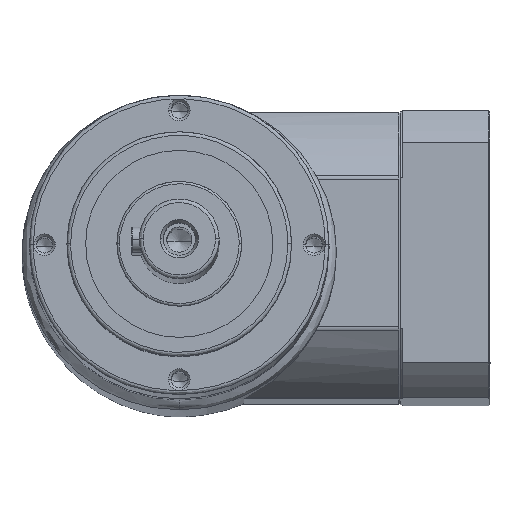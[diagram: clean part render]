
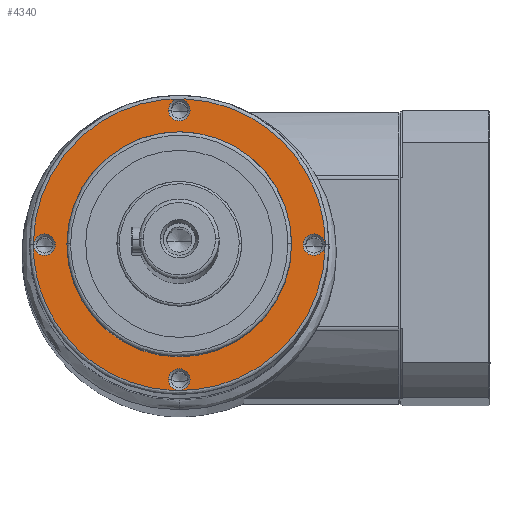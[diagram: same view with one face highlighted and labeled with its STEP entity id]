
A CAD part, left-side view. The second image highlights one B-rep face of the part: STEP entity #4340.
In plain terms, the highlighted face is planar.
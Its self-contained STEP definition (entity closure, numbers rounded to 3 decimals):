
#67 = EDGE_LOOP ( 'NONE', ( #11020, #11867 ) ) ;
#188 = CIRCLE ( 'NONE', #13833, 4.324 ) ;
#536 = CIRCLE ( 'NONE', #13260, 45. ) ;
#906 = CARTESIAN_POINT ( 'NONE',  ( 0., 0., 64. ) ) ;
#918 = ORIENTED_EDGE ( 'NONE', *, *, #28934, .T. ) ;
#1073 = VERTEX_POINT ( 'NONE', #16021 ) ;
#1431 = CARTESIAN_POINT ( 'NONE',  ( -58.5, 0., 64. ) ) ;
#1728 = ORIENTED_EDGE ( 'NONE', *, *, #2242, .F. ) ;
#1842 = DIRECTION ( 'NONE',  ( 1., 0., 0. ) ) ;
#1914 = CIRCLE ( 'NONE', #5837, 4.324 ) ;
#2035 = FACE_OUTER_BOUND ( 'NONE', #13086, .T. ) ;
#2230 = AXIS2_PLACEMENT_3D ( 'NONE', #11845, #27311, #14104 ) ;
#2242 = EDGE_CURVE ( 'NONE', #4533, #21787, #20139, .T. ) ;
#2906 = CARTESIAN_POINT ( 'NONE',  ( 45., 0., 64. ) ) ;
#3047 = CARTESIAN_POINT ( 'NONE',  ( 0., 0., 64. ) ) ;
#3163 = EDGE_CURVE ( 'NONE', #15637, #15805, #15891, .T. ) ;
#3220 = DIRECTION ( 'NONE',  ( -1., 0., 0. ) ) ;
#3978 = VERTEX_POINT ( 'NONE', #16253 ) ;
#4135 = EDGE_CURVE ( 'NONE', #1073, #3978, #188, .T. ) ;
#4340 = ADVANCED_FACE ( 'NONE', ( #8143, #25847, #2035, #25163, #19270, #14846 ), #11192, .T. ) ;
#4533 = VERTEX_POINT ( 'NONE', #7612 ) ;
#4900 = CARTESIAN_POINT ( 'NONE',  ( -54., 0., 64. ) ) ;
#5142 = DIRECTION ( 'NONE',  ( 0., 0., -1. ) ) ;
#5317 = DIRECTION ( 'NONE',  ( -1., 0., 0. ) ) ;
#5371 = EDGE_CURVE ( 'NONE', #28353, #5862, #19859, .T. ) ;
#5451 = DIRECTION ( 'NONE',  ( 1., 0., 0. ) ) ;
#5488 = DIRECTION ( 'NONE',  ( 0., 0., -1. ) ) ;
#5652 = CIRCLE ( 'NONE', #26127, 4.324 ) ;
#5837 = AXIS2_PLACEMENT_3D ( 'NONE', #19970, #6522, #22196 ) ;
#5862 = VERTEX_POINT ( 'NONE', #13394 ) ;
#6004 = AXIS2_PLACEMENT_3D ( 'NONE', #10874, #10847, #10813 ) ;
#6014 = CARTESIAN_POINT ( 'NONE',  ( 58.5, 0., 64. ) ) ;
#6305 = AXIS2_PLACEMENT_3D ( 'NONE', #4900, #5488, #5451 ) ;
#6522 = DIRECTION ( 'NONE',  ( 0., 0., -1. ) ) ;
#6602 = CIRCLE ( 'NONE', #13669, 4.324 ) ;
#6714 = CIRCLE ( 'NONE', #2230, 4.324 ) ;
#6856 = ORIENTED_EDGE ( 'NONE', *, *, #9170, .T. ) ;
#7612 = CARTESIAN_POINT ( 'NONE',  ( 58.5, 0., 64. ) ) ;
#8143 = FACE_BOUND ( 'NONE', #67, .T. ) ;
#8749 = ORIENTED_EDGE ( 'NONE', *, *, #12566, .T. ) ;
#8793 = EDGE_LOOP ( 'NONE', ( #8749, #14219 ) ) ;
#8881 = CARTESIAN_POINT ( 'NONE',  ( 49.676, 0., 64. ) ) ;
#9170 = EDGE_CURVE ( 'NONE', #24075, #27284, #18973, .T. ) ;
#9745 = CARTESIAN_POINT ( 'NONE',  ( 4.324, -54., 64. ) ) ;
#10157 = CIRCLE ( 'NONE', #24364, 4.324 ) ;
#10813 = DIRECTION ( 'NONE',  ( 1., 0., 0. ) ) ;
#10847 = DIRECTION ( 'NONE',  ( 0., 0., 1. ) ) ;
#10850 = CARTESIAN_POINT ( 'NONE',  ( 54., 0., 64. ) ) ;
#10874 = CARTESIAN_POINT ( 'NONE',  ( 0., 0., 64. ) ) ;
#11020 = ORIENTED_EDGE ( 'NONE', *, *, #5371, .T. ) ;
#11192 = PLANE ( 'NONE',  #6004 ) ;
#11845 = CARTESIAN_POINT ( 'NONE',  ( -54., 0., 64. ) ) ;
#11867 = ORIENTED_EDGE ( 'NONE', *, *, #29105, .T. ) ;
#12552 = CARTESIAN_POINT ( 'NONE',  ( 0., -54., 64. ) ) ;
#12566 = EDGE_CURVE ( 'NONE', #25213, #25337, #5652, .T. ) ;
#12584 = DIRECTION ( 'NONE',  ( 0., 0., -1. ) ) ;
#12643 = DIRECTION ( 'NONE',  ( 1., 0., 0. ) ) ;
#12679 = CARTESIAN_POINT ( 'NONE',  ( -58.5, 0., 64. ) ) ;
#12748 = AXIS2_PLACEMENT_3D ( 'NONE', #12552, #12584, #12643 ) ;
#13067 =( BOUNDED_CURVE ( )  B_SPLINE_CURVE ( 3, ( #1431, #15058, #19431, #6014 ),
 .UNSPECIFIED., .F., .F. ) 
 B_SPLINE_CURVE_WITH_KNOTS ( ( 4, 4 ),
 ( 0.5, 1. ),
 .UNSPECIFIED. ) 
 CURVE ( )  GEOMETRIC_REPRESENTATION_ITEM ( )  RATIONAL_B_SPLINE_CURVE ( ( 1., 0.333, 0.333, 1. ) ) 
 REPRESENTATION_ITEM ( '' )  );
#13086 = EDGE_LOOP ( 'NONE', ( #27453, #1728 ) ) ;
#13108 = DIRECTION ( 'NONE',  ( 1., 0., 0. ) ) ;
#13260 = AXIS2_PLACEMENT_3D ( 'NONE', #3047, #18735, #5317 ) ;
#13394 = CARTESIAN_POINT ( 'NONE',  ( -58.324, 0., 64. ) ) ;
#13669 = AXIS2_PLACEMENT_3D ( 'NONE', #18543, #5142, #20952 ) ;
#13833 = AXIS2_PLACEMENT_3D ( 'NONE', #13911, #13908, #13847 ) ;
#13847 = DIRECTION ( 'NONE',  ( 1., 0., 0. ) ) ;
#13908 = DIRECTION ( 'NONE',  ( 0., 0., -1. ) ) ;
#13911 = CARTESIAN_POINT ( 'NONE',  ( 0., 54., 64. ) ) ;
#14104 = DIRECTION ( 'NONE',  ( 1., 0., 0. ) ) ;
#14219 = ORIENTED_EDGE ( 'NONE', *, *, #28972, .T. ) ;
#14228 = CARTESIAN_POINT ( 'NONE',  ( -49.676, 0., 64. ) ) ;
#14846 = FACE_BOUND ( 'NONE', #20392, .T. ) ;
#15058 = CARTESIAN_POINT ( 'NONE',  ( -58.5, 117., 64. ) ) ;
#15415 = DIRECTION ( 'NONE',  ( 0., 0., -1. ) ) ;
#15637 = VERTEX_POINT ( 'NONE', #9745 ) ;
#15805 = VERTEX_POINT ( 'NONE', #24057 ) ;
#15891 = CIRCLE ( 'NONE', #12748, 4.324 ) ;
#16021 = CARTESIAN_POINT ( 'NONE',  ( 4.324, 54., 64. ) ) ;
#16253 = CARTESIAN_POINT ( 'NONE',  ( -4.324, 54., 64. ) ) ;
#16682 = DIRECTION ( 'NONE',  ( 0., 0., -1. ) ) ;
#18286 = CARTESIAN_POINT ( 'NONE',  ( 58.5, 0., 64. ) ) ;
#18543 = CARTESIAN_POINT ( 'NONE',  ( 0., -54., 64. ) ) ;
#18735 = DIRECTION ( 'NONE',  ( 0., 0., -1. ) ) ;
#18880 = CARTESIAN_POINT ( 'NONE',  ( -58.5, 0., 64. ) ) ;
#18973 = CIRCLE ( 'NONE', #28708, 45. ) ;
#19270 = FACE_BOUND ( 'NONE', #21700, .T. ) ;
#19431 = CARTESIAN_POINT ( 'NONE',  ( 58.5, 117., 64. ) ) ;
#19665 = CARTESIAN_POINT ( 'NONE',  ( 58.324, 0., 64. ) ) ;
#19859 = CIRCLE ( 'NONE', #6305, 4.324 ) ;
#19970 = CARTESIAN_POINT ( 'NONE',  ( 54., 0., 64. ) ) ;
#20139 =( BOUNDED_CURVE ( )  B_SPLINE_CURVE ( 3, ( #18286, #21382, #21891, #12679 ),
 .UNSPECIFIED., .F., .T. ) 
 B_SPLINE_CURVE_WITH_KNOTS ( ( 4, 4 ),
 ( 0., 0.5 ),
 .UNSPECIFIED. ) 
 CURVE ( )  GEOMETRIC_REPRESENTATION_ITEM ( )  RATIONAL_B_SPLINE_CURVE ( ( 1., 0.333, 0.333, 1. ) ) 
 REPRESENTATION_ITEM ( '' )  );
#20392 = EDGE_LOOP ( 'NONE', ( #26956, #21794 ) ) ;
#20952 = DIRECTION ( 'NONE',  ( 1., 0., 0. ) ) ;
#21382 = CARTESIAN_POINT ( 'NONE',  ( 58.5, -117., 64. ) ) ;
#21700 = EDGE_LOOP ( 'NONE', ( #25431, #918 ) ) ;
#21787 = VERTEX_POINT ( 'NONE', #18880 ) ;
#21794 = ORIENTED_EDGE ( 'NONE', *, *, #28370, .T. ) ;
#21891 = CARTESIAN_POINT ( 'NONE',  ( -58.5, -117., 64. ) ) ;
#22196 = DIRECTION ( 'NONE',  ( 1., 0., 0. ) ) ;
#22600 = EDGE_CURVE ( 'NONE', #21787, #4533, #13067, .T. ) ;
#23872 = EDGE_LOOP ( 'NONE', ( #6856, #24767 ) ) ;
#24057 = CARTESIAN_POINT ( 'NONE',  ( -4.324, -54., 64. ) ) ;
#24075 = VERTEX_POINT ( 'NONE', #27637 ) ;
#24364 = AXIS2_PLACEMENT_3D ( 'NONE', #28664, #15415, #1842 ) ;
#24767 = ORIENTED_EDGE ( 'NONE', *, *, #28020, .T. ) ;
#25163 = FACE_BOUND ( 'NONE', #23872, .T. ) ;
#25213 = VERTEX_POINT ( 'NONE', #19665 ) ;
#25337 = VERTEX_POINT ( 'NONE', #8881 ) ;
#25431 = ORIENTED_EDGE ( 'NONE', *, *, #4135, .T. ) ;
#25847 = FACE_BOUND ( 'NONE', #8793, .T. ) ;
#26127 = AXIS2_PLACEMENT_3D ( 'NONE', #10850, #26309, #13108 ) ;
#26309 = DIRECTION ( 'NONE',  ( 0., 0., -1. ) ) ;
#26956 = ORIENTED_EDGE ( 'NONE', *, *, #3163, .T. ) ;
#27284 = VERTEX_POINT ( 'NONE', #2906 ) ;
#27311 = DIRECTION ( 'NONE',  ( 0., 0., -1. ) ) ;
#27453 = ORIENTED_EDGE ( 'NONE', *, *, #22600, .F. ) ;
#27637 = CARTESIAN_POINT ( 'NONE',  ( -45., 0., 64. ) ) ;
#28020 = EDGE_CURVE ( 'NONE', #27284, #24075, #536, .T. ) ;
#28353 = VERTEX_POINT ( 'NONE', #14228 ) ;
#28370 = EDGE_CURVE ( 'NONE', #15805, #15637, #6602, .T. ) ;
#28664 = CARTESIAN_POINT ( 'NONE',  ( 0., 54., 64. ) ) ;
#28708 = AXIS2_PLACEMENT_3D ( 'NONE', #906, #16682, #3220 ) ;
#28934 = EDGE_CURVE ( 'NONE', #3978, #1073, #10157, .T. ) ;
#28972 = EDGE_CURVE ( 'NONE', #25337, #25213, #1914, .T. ) ;
#29105 = EDGE_CURVE ( 'NONE', #5862, #28353, #6714, .T. ) ;
